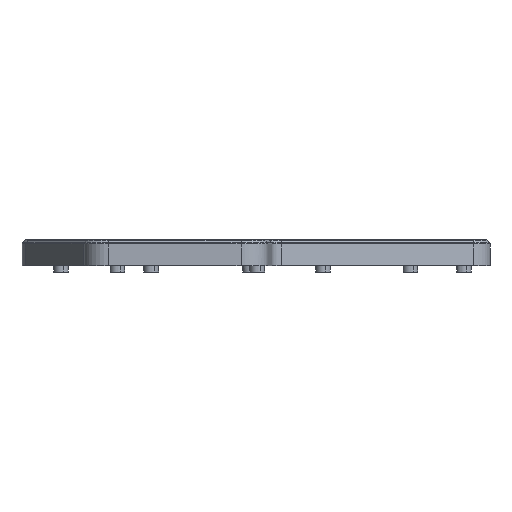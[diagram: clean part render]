
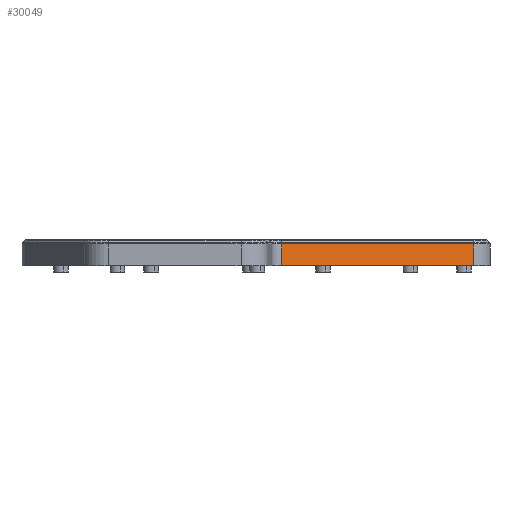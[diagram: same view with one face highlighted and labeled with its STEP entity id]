
A CAD part, left-side view. The second image highlights one B-rep face of the part: STEP entity #30049.
In plain terms, the highlighted face is planar.
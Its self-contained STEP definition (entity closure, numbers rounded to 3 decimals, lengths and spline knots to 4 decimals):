
#11044 = CARTESIAN_POINT ( 'NONE',  ( 2.82, -4.2635, -0.2501 ) ) ;
#11052 = FACE_OUTER_BOUND ( 'NONE', #37363, .T. ) ;
#11053 = PLANE ( 'NONE',  #11396 ) ;
#11055 = DIRECTION ( 'NONE',  ( -1., 0., 0. ) ) ;
#11056 = DIRECTION ( 'NONE',  ( 0., -1., 0. ) ) ;
#11396 = AXIS2_PLACEMENT_3D ( 'NONE', #11044, #11055, #11056 ) ;
#20791 = VECTOR ( 'NONE', #24563, 39.3701 ) ;
#20798 = VECTOR ( 'NONE', #24572, 39.3701 ) ;
#20799 = VECTOR ( 'NONE', #24569, 39.3701 ) ;
#20801 = VECTOR ( 'NONE', #24574, 39.3701 ) ;
#23313 = CARTESIAN_POINT ( 'NONE',  ( 2.82, -4.2635, -0.1897 ) ) ;
#23316 = CARTESIAN_POINT ( 'NONE',  ( 2.82, -1.2866, -0.1897 ) ) ;
#23319 = CARTESIAN_POINT ( 'NONE',  ( 2.82, -4.2635, 0.1239 ) ) ;
#23321 = CARTESIAN_POINT ( 'NONE',  ( 2.82, -1.2866, 0.1239 ) ) ;
#24540 = CARTESIAN_POINT ( 'NONE',  ( 2.82, -4.2635, -0.1897 ) ) ;
#24554 = CARTESIAN_POINT ( 'NONE',  ( 2.82, -4.2635, -0.2501 ) ) ;
#24558 = LINE ( 'NONE', #24554, #20791 ) ;
#24562 = LINE ( 'NONE', #24540, #20799 ) ;
#24563 = DIRECTION ( 'NONE',  ( 0., 0., 1. ) ) ;
#24564 = LINE ( 'NONE', #24573, #20801 ) ;
#24565 = LINE ( 'NONE', #24570, #20798 ) ;
#24569 = DIRECTION ( 'NONE',  ( 0., -1., 0. ) ) ;
#24570 = CARTESIAN_POINT ( 'NONE',  ( 2.82, -1.2866, -0.2501 ) ) ;
#24572 = DIRECTION ( 'NONE',  ( 0., 0., 1. ) ) ;
#24573 = CARTESIAN_POINT ( 'NONE',  ( 2.82, -1.2866, 0.1239 ) ) ;
#24574 = DIRECTION ( 'NONE',  ( 0., -1., 0. ) ) ;
#30049 = ADVANCED_FACE ( 'NONE', ( #11052 ), #11053, .F. ) ;
#37363 = EDGE_LOOP ( 'NONE', ( #42107, #42108, #42109, #42110 ) ) ;
#40531 = VERTEX_POINT ( 'NONE', #23313 ) ;
#40534 = VERTEX_POINT ( 'NONE', #23316 ) ;
#40537 = VERTEX_POINT ( 'NONE', #23319 ) ;
#40539 = VERTEX_POINT ( 'NONE', #23321 ) ;
#42107 = ORIENTED_EDGE ( 'NONE', *, *, #42664, .F. ) ;
#42108 = ORIENTED_EDGE ( 'NONE', *, *, #42666, .F. ) ;
#42109 = ORIENTED_EDGE ( 'NONE', *, *, #42667, .T. ) ;
#42110 = ORIENTED_EDGE ( 'NONE', *, *, #42668, .T. ) ;
#42664 = EDGE_CURVE ( 'NONE', #40531, #40537, #24558, .T. ) ;
#42666 = EDGE_CURVE ( 'NONE', #40534, #40531, #24562, .T. ) ;
#42667 = EDGE_CURVE ( 'NONE', #40534, #40539, #24565, .T. ) ;
#42668 = EDGE_CURVE ( 'NONE', #40539, #40537, #24564, .T. ) ;
